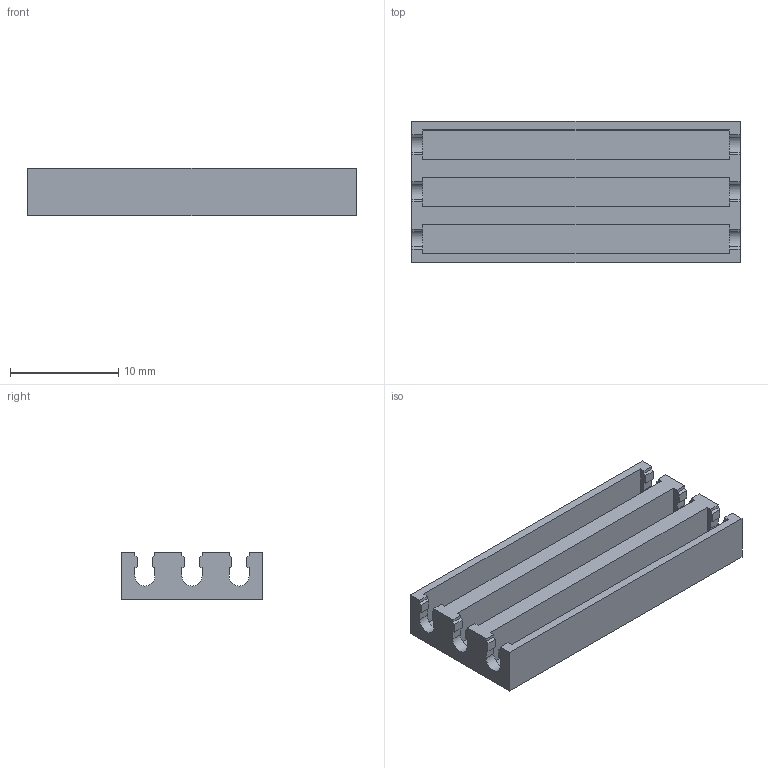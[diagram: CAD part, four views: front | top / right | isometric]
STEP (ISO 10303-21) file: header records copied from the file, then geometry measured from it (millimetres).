
FILE_DESCRIPTION(/* description */ (''),/* implementation_level */ '2;1');
FILE_NAME(/* name */ 'dupontHolder v4.step',/* time_stamp */ '2021-01-25T15:30:11+00:00',/* author */ (''),/* organization */ (''),/* preprocessor_version */ 'ST-DEVELOPER v18.1',/* originating_system */ 'Autodesk Translation Framework v9.7.0.1280',/* authorisation */ '');
FILE_SCHEMA (('AUTOMOTIVE_DESIGN { 1 0 10303 214 3 1 1 }'));
Length unit declared in the file: millimetre
Products named in the file (1): dupontHolder
Bounding box: 30.3 x 13.05 x 4.35 mm (x, y, z)
Volume: 861.7 mm3; surface area: 1805.9 mm2
Topology: 1 solids, 1 shells, 90 faces, 264 edges, 176 vertices
Faces by surface type: plane 72, bspline 12, cylinder 6
Entity records: 3160 total; most frequent: CARTESIAN_POINT 795, ORIENTED_EDGE 528, DIRECTION 410, EDGE_CURVE 264, LINE 228, VECTOR 228, VERTEX_POINT 176, AXIS2_PLACEMENT_3D 91
